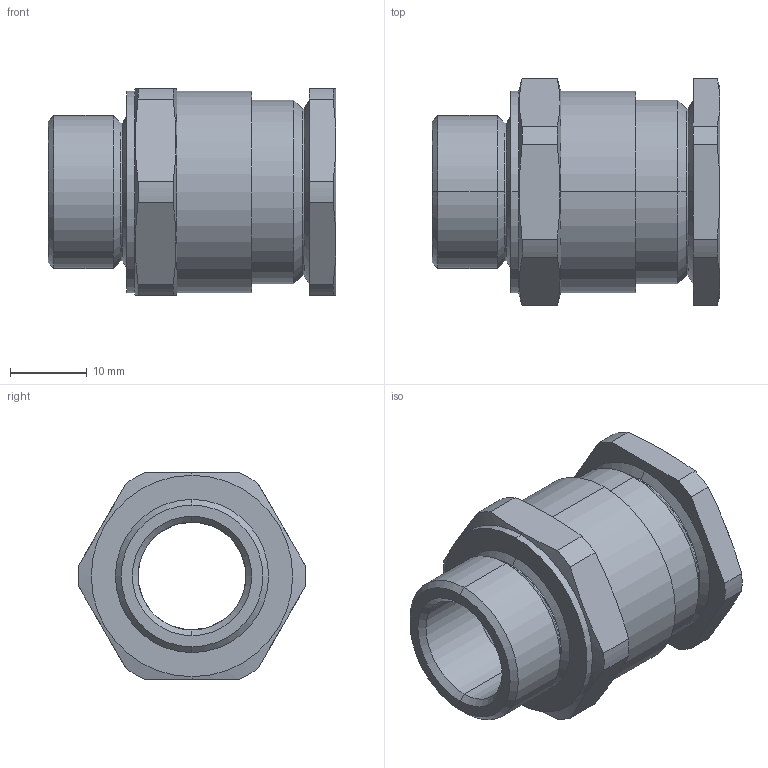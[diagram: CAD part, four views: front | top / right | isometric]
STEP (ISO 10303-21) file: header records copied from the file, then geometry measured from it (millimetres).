
FILE_DESCRIPTION (( 'STEP AP203' ), '1' );
FILE_NAME ('20A21RA.STEP', '2021-03-23T10:05:25', ( '' ), ( '' ), 'SwSTEP 2.0', 'SolidWorks 2017', '' );
FILE_SCHEMA (( 'CONFIG_CONTROL_DESIGN' ));
Length unit declared in the file: millimetre
Products named in the file (1): 20A21RA
Bounding box: 37.6 x 29.69 x 27 mm (x, y, z)
Volume: 9939.7 mm3; surface area: 7791.8 mm2
Topology: 1 solids, 19 shells, 299 faces, 726 edges, 472 vertices
Faces by surface type: plane 122, bspline 105, cone 36, cylinder 34, torus 2
Entity records: 15513 total; most frequent: CARTESIAN_POINT 9107, ORIENTED_EDGE 1452, DIRECTION 984, EDGE_CURVE 726, VERTEX_POINT 472, LINE 382, VECTOR 382, EDGE_LOOP 324
